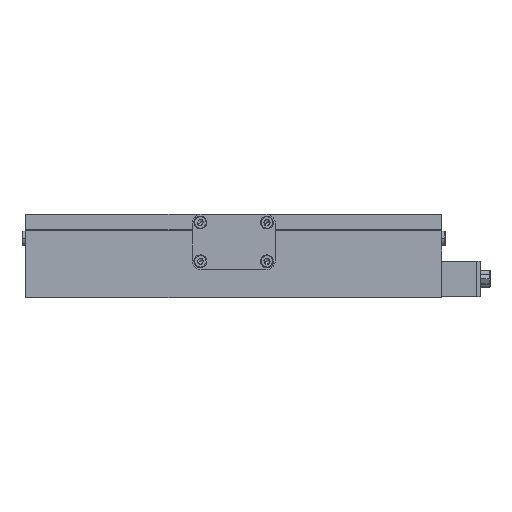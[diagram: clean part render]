
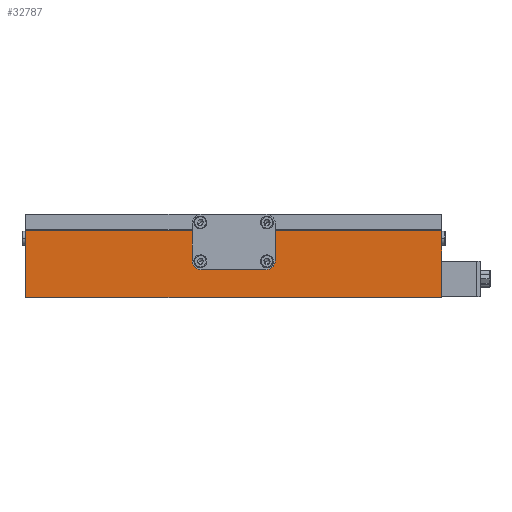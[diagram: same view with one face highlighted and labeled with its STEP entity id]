
A CAD part, top view. The second image highlights one B-rep face of the part: STEP entity #32787.
In plain terms, the highlighted planar face has unit normal (0, 0, 1).
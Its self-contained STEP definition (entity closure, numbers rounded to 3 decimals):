
#116 = VERTEX_POINT ( 'NONE', #39802 ) ;
#3088 = CARTESIAN_POINT ( 'NONE',  ( 16.35, 19.5, 65. ) ) ;
#3627 = DIRECTION ( 'NONE',  ( 0., 0., 1. ) ) ;
#3893 = DIRECTION ( 'NONE',  ( 0., 0., 1. ) ) ;
#3956 = AXIS2_PLACEMENT_3D ( 'NONE', #26839, #3627, #23423 ) ;
#5289 = CARTESIAN_POINT ( 'NONE',  ( -16.35, 19.5, 65. ) ) ;
#5473 = EDGE_LOOP ( 'NONE', ( #31547, #12416, #47762, #8509 ) ) ;
#5971 = DIRECTION ( 'NONE',  ( 0., -1., 0. ) ) ;
#8223 = EDGE_CURVE ( 'NONE', #31640, #33174, #10645, .T. ) ;
#8509 = ORIENTED_EDGE ( 'NONE', *, *, #9176, .T. ) ;
#9176 = EDGE_CURVE ( 'NONE', #9490, #26315, #40948, .T. ) ;
#9490 = VERTEX_POINT ( 'NONE', #41233 ) ;
#10645 = CIRCLE ( 'NONE', #36548, 1.65 ) ;
#10920 = EDGE_CURVE ( 'NONE', #26315, #116, #50118, .T. ) ;
#11227 = FACE_BOUND ( 'NONE', #29654, .T. ) ;
#11679 = VECTOR ( 'NONE', #27146, 1000. ) ;
#12174 = CARTESIAN_POINT ( 'NONE',  ( 112.5, 36., 65. ) ) ;
#12317 = ORIENTED_EDGE ( 'NONE', *, *, #8223, .F. ) ;
#12416 = ORIENTED_EDGE ( 'NONE', *, *, #31171, .F. ) ;
#12971 = DIRECTION ( 'NONE',  ( -1., 0., 0. ) ) ;
#14463 = AXIS2_PLACEMENT_3D ( 'NONE', #18554, #49838, #49677 ) ;
#14537 = AXIS2_PLACEMENT_3D ( 'NONE', #30353, #30173, #22337 ) ;
#16275 = DIRECTION ( 'NONE',  ( 0., 0., 1. ) ) ;
#16788 = CARTESIAN_POINT ( 'NONE',  ( -112.5, 36., 65. ) ) ;
#18329 = VERTEX_POINT ( 'NONE', #50395 ) ;
#18554 = CARTESIAN_POINT ( 'NONE',  ( 112.5, 0., 65. ) ) ;
#20512 = CARTESIAN_POINT ( 'NONE',  ( 18., 19.5, 65. ) ) ;
#22337 = DIRECTION ( 'NONE',  ( 1., 0., 0. ) ) ;
#23374 = DIRECTION ( 'NONE',  ( 1., 0., 0. ) ) ;
#23423 = DIRECTION ( 'NONE',  ( 1., 0., 0. ) ) ;
#23954 = FACE_BOUND ( 'NONE', #48873, .T. ) ;
#25195 = EDGE_CURVE ( 'NONE', #33174, #31640, #25679, .T. ) ;
#25604 = CARTESIAN_POINT ( 'NONE',  ( 112.5, 0., 65. ) ) ;
#25679 = CIRCLE ( 'NONE', #34287, 1.65 ) ;
#26315 = VERTEX_POINT ( 'NONE', #16788 ) ;
#26839 = CARTESIAN_POINT ( 'NONE',  ( -18., 19.5, 65. ) ) ;
#26852 = PLANE ( 'NONE',  #14463 ) ;
#27146 = DIRECTION ( 'NONE',  ( -1., 0., 0. ) ) ;
#28229 = VERTEX_POINT ( 'NONE', #25604 ) ;
#29654 = EDGE_LOOP ( 'NONE', ( #12317, #38850 ) ) ;
#30143 = EDGE_CURVE ( 'NONE', #9490, #28229, #32370, .T. ) ;
#30173 = DIRECTION ( 'NONE',  ( 0., 0., 1. ) ) ;
#30353 = CARTESIAN_POINT ( 'NONE',  ( -18., 19.5, 65. ) ) ;
#31171 = EDGE_CURVE ( 'NONE', #28229, #116, #32822, .T. ) ;
#31547 = ORIENTED_EDGE ( 'NONE', *, *, #10920, .T. ) ;
#31640 = VERTEX_POINT ( 'NONE', #47448 ) ;
#31704 = CIRCLE ( 'NONE', #3956, 1.65 ) ;
#31712 = VERTEX_POINT ( 'NONE', #5289 ) ;
#32370 = LINE ( 'NONE', #37466, #49960 ) ;
#32787 = ADVANCED_FACE ( 'NONE', ( #23954, #11227, #44107 ), #26852, .F. ) ;
#32822 = LINE ( 'NONE', #36853, #40733 ) ;
#33082 = DIRECTION ( 'NONE',  ( 0., -1., 0. ) ) ;
#33174 = VERTEX_POINT ( 'NONE', #3088 ) ;
#34287 = AXIS2_PLACEMENT_3D ( 'NONE', #46554, #3893, #23374 ) ;
#36261 = DIRECTION ( 'NONE',  ( 1., 0., 0. ) ) ;
#36548 = AXIS2_PLACEMENT_3D ( 'NONE', #20512, #16275, #36261 ) ;
#36853 = CARTESIAN_POINT ( 'NONE',  ( 112.5, 0., 65. ) ) ;
#37466 = CARTESIAN_POINT ( 'NONE',  ( 112.5, 0., 65. ) ) ;
#38850 = ORIENTED_EDGE ( 'NONE', *, *, #25195, .F. ) ;
#39802 = CARTESIAN_POINT ( 'NONE',  ( -112.5, 0., 65. ) ) ;
#40031 = EDGE_CURVE ( 'NONE', #18329, #31712, #40905, .T. ) ;
#40413 = CARTESIAN_POINT ( 'NONE',  ( -112.5, 0., 65. ) ) ;
#40733 = VECTOR ( 'NONE', #12971, 1000. ) ;
#40905 = CIRCLE ( 'NONE', #14537, 1.65 ) ;
#40948 = LINE ( 'NONE', #12174, #11679 ) ;
#41089 = VECTOR ( 'NONE', #33082, 1000. ) ;
#41233 = CARTESIAN_POINT ( 'NONE',  ( 112.5, 36., 65. ) ) ;
#41976 = ORIENTED_EDGE ( 'NONE', *, *, #43162, .F. ) ;
#42753 = ORIENTED_EDGE ( 'NONE', *, *, #40031, .F. ) ;
#43162 = EDGE_CURVE ( 'NONE', #31712, #18329, #31704, .T. ) ;
#44107 = FACE_OUTER_BOUND ( 'NONE', #5473, .T. ) ;
#46554 = CARTESIAN_POINT ( 'NONE',  ( 18., 19.5, 65. ) ) ;
#47448 = CARTESIAN_POINT ( 'NONE',  ( 19.65, 19.5, 65. ) ) ;
#47762 = ORIENTED_EDGE ( 'NONE', *, *, #30143, .F. ) ;
#48873 = EDGE_LOOP ( 'NONE', ( #41976, #42753 ) ) ;
#49677 = DIRECTION ( 'NONE',  ( -1., 0., 0. ) ) ;
#49838 = DIRECTION ( 'NONE',  ( 0., 0., -1. ) ) ;
#49960 = VECTOR ( 'NONE', #5971, 1000. ) ;
#50118 = LINE ( 'NONE', #40413, #41089 ) ;
#50395 = CARTESIAN_POINT ( 'NONE',  ( -19.65, 19.5, 65. ) ) ;
